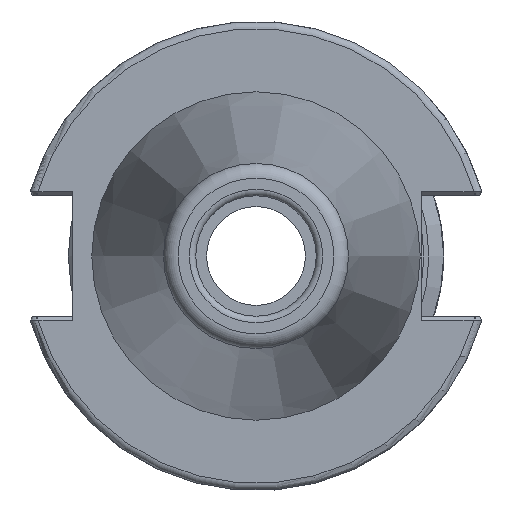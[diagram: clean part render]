
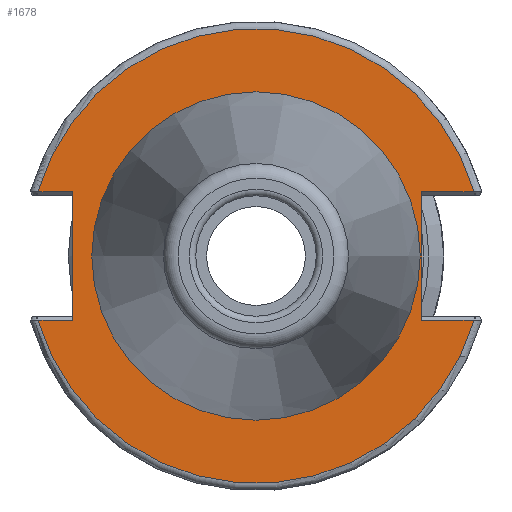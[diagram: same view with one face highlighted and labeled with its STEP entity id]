
A CAD part, left-side view. The second image highlights one B-rep face of the part: STEP entity #1678.
In plain terms, the highlighted planar face has unit normal (-1, 0, 0).
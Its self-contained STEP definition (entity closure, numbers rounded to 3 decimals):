
#76=FACE_BOUND('',#429,.T.);
#91=PLANE('',#1810);
#141=LINE('',#2682,#238);
#156=LINE('',#2942,#253);
#158=LINE('',#3002,#255);
#159=LINE('',#3006,#256);
#160=LINE('',#3008,#257);
#161=LINE('',#3009,#258);
#238=VECTOR('',#2014,10.);
#253=VECTOR('',#2059,10.);
#255=VECTOR('',#2077,10.);
#256=VECTOR('',#2080,10.);
#257=VECTOR('',#2081,10.);
#258=VECTOR('',#2082,10.);
#336=FACE_OUTER_BOUND('',#428,.T.);
#428=EDGE_LOOP('',(#1254,#1255,#1256,#1257,#1258,#1259,#1260,#1261));
#429=EDGE_LOOP('',(#1262,#1263));
#522=CIRCLE('',#1809,30.775);
#523=CIRCLE('',#1811,30.775);
#524=CIRCLE('',#1812,22.225);
#525=CIRCLE('',#1813,22.225);
#701=VERTEX_POINT('',#2679);
#702=VERTEX_POINT('',#2681);
#730=VERTEX_POINT('',#2940);
#735=VERTEX_POINT('',#2980);
#737=VERTEX_POINT('',#3001);
#738=VERTEX_POINT('',#3003);
#739=VERTEX_POINT('',#3005);
#740=VERTEX_POINT('',#3007);
#741=VERTEX_POINT('',#3010);
#742=VERTEX_POINT('',#3011);
#892=EDGE_CURVE('',#702,#701,#141,.T.);
#931=EDGE_CURVE('',#702,#730,#156,.T.);
#939=EDGE_CURVE('',#730,#735,#522,.T.);
#942=EDGE_CURVE('',#737,#701,#158,.T.);
#943=EDGE_CURVE('',#738,#737,#523,.T.);
#944=EDGE_CURVE('',#739,#738,#159,.T.);
#945=EDGE_CURVE('',#739,#740,#160,.T.);
#946=EDGE_CURVE('',#735,#740,#161,.T.);
#947=EDGE_CURVE('',#741,#742,#524,.T.);
#948=EDGE_CURVE('',#742,#741,#525,.T.);
#1254=ORIENTED_EDGE('',*,*,#931,.F.);
#1255=ORIENTED_EDGE('',*,*,#892,.T.);
#1256=ORIENTED_EDGE('',*,*,#942,.F.);
#1257=ORIENTED_EDGE('',*,*,#943,.F.);
#1258=ORIENTED_EDGE('',*,*,#944,.F.);
#1259=ORIENTED_EDGE('',*,*,#945,.T.);
#1260=ORIENTED_EDGE('',*,*,#946,.F.);
#1261=ORIENTED_EDGE('',*,*,#939,.F.);
#1262=ORIENTED_EDGE('',*,*,#947,.T.);
#1263=ORIENTED_EDGE('',*,*,#948,.T.);
#1678=ADVANCED_FACE('',(#336,#76),#91,.T.);
#1809=AXIS2_PLACEMENT_3D('',#2981,#2073,#2074);
#1810=AXIS2_PLACEMENT_3D('',#3000,#2075,#2076);
#1811=AXIS2_PLACEMENT_3D('',#3004,#2078,#2079);
#1812=AXIS2_PLACEMENT_3D('',#3012,#2083,#2084);
#1813=AXIS2_PLACEMENT_3D('',#3013,#2085,#2086);
#2014=DIRECTION('',(0.,0.,1.));
#2059=DIRECTION('',(0.,-1.,0.));
#2073=DIRECTION('center_axis',(1.,0.,0.));
#2074=DIRECTION('ref_axis',(0.,0.,-1.));
#2075=DIRECTION('center_axis',(-1.,0.,0.));
#2076=DIRECTION('ref_axis',(0.,0.,1.));
#2077=DIRECTION('',(0.,1.,0.));
#2078=DIRECTION('center_axis',(1.,0.,0.));
#2079=DIRECTION('ref_axis',(0.,0.,-1.));
#2080=DIRECTION('',(0.,1.,0.));
#2081=DIRECTION('',(0.,0.,-1.));
#2082=DIRECTION('',(0.,-1.,0.));
#2083=DIRECTION('center_axis',(1.,0.,0.));
#2084=DIRECTION('ref_axis',(0.,0.,-1.));
#2085=DIRECTION('center_axis',(1.,0.,0.));
#2086=DIRECTION('ref_axis',(0.,0.,-1.));
#2679=CARTESIAN_POINT('',(3.175,-22.41,8.69));
#2681=CARTESIAN_POINT('',(3.175,-22.41,-8.69));
#2682=CARTESIAN_POINT('',(3.175,-22.41,-4.095));
#2940=CARTESIAN_POINT('',(3.175,-29.523,-8.69));
#2942=CARTESIAN_POINT('',(3.175,-4.878,-8.69));
#2980=CARTESIAN_POINT('',(3.175,29.523,-8.69));
#2981=CARTESIAN_POINT('Origin',(3.175,0.,
0.));
#3000=CARTESIAN_POINT('Origin',(3.175,30.775,0.));
#3001=CARTESIAN_POINT('',(3.175,-29.523,8.69));
#3002=CARTESIAN_POINT('',(3.175,4.182,8.69));
#3003=CARTESIAN_POINT('',(3.175,29.523,8.69));
#3004=CARTESIAN_POINT('Origin',(3.175,0.,
0.));
#3005=CARTESIAN_POINT('',(3.175,24.8,8.69));
#3006=CARTESIAN_POINT('',(3.175,32.958,8.69));
#3007=CARTESIAN_POINT('',(3.175,24.8,-8.69));
#3008=CARTESIAN_POINT('',(3.175,24.8,4.095));
#3009=CARTESIAN_POINT('',(3.175,27.788,-8.69));
#3010=CARTESIAN_POINT('',(3.175,22.225,0.));
#3011=CARTESIAN_POINT('',(3.175,-22.225,0.));
#3012=CARTESIAN_POINT('Origin',(3.175,0.,
0.));
#3013=CARTESIAN_POINT('Origin',(3.175,0.,
0.));
